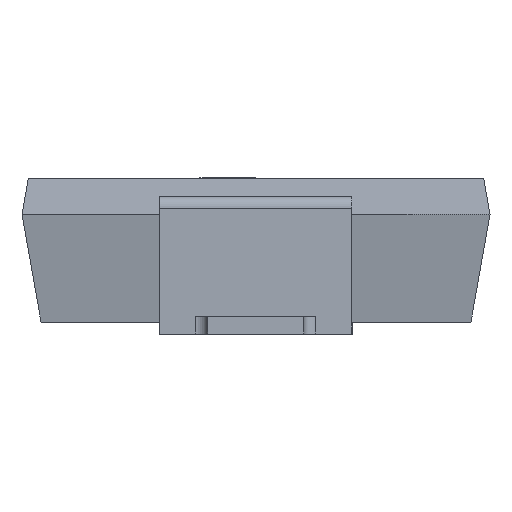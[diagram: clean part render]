
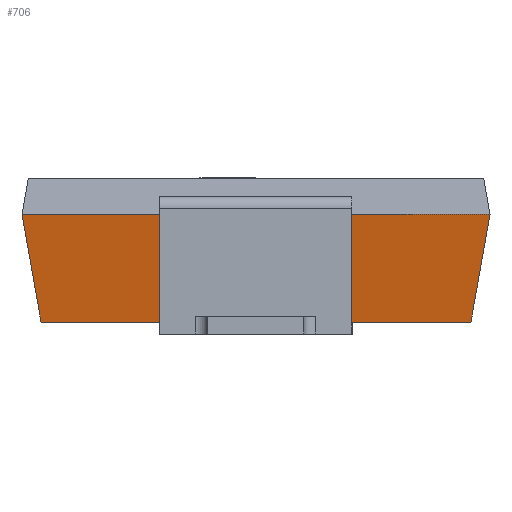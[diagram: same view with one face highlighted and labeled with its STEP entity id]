
A CAD part, left-side view. The second image highlights one B-rep face of the part: STEP entity #706.
In plain terms, the highlighted planar face has unit normal (-0.985, 0, -0.174).
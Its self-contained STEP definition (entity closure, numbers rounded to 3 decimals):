
#172 = DIRECTION ( 'NONE',  ( 0., 1., 0. ) ) ;
#233 = CARTESIAN_POINT ( 'NONE',  ( -2.2, -1.95, 0.9 ) ) ;
#706 = ADVANCED_FACE ( 'NONE', ( #10333 ), #13683, .F. ) ;
#838 = LINE ( 'NONE', #14719, #5714 ) ;
#1261 = ORIENTED_EDGE ( 'NONE', *, *, #12589, .T. ) ;
#1840 = DIRECTION ( 'NONE',  ( 0., 1., 0. ) ) ;
#1939 = EDGE_CURVE ( 'NONE', #2687, #4161, #2222, .T. ) ;
#2222 = LINE ( 'NONE', #12675, #5616 ) ;
#2310 = CARTESIAN_POINT ( 'NONE',  ( -2.2, 1.95, 0.9 ) ) ;
#2349 = CARTESIAN_POINT ( 'NONE',  ( -2.2, 1.95, 0.9 ) ) ;
#2465 = LINE ( 'NONE', #13771, #14207 ) ;
#2687 = VERTEX_POINT ( 'NONE', #10466 ) ;
#2997 = CARTESIAN_POINT ( 'NONE',  ( -2.2, 1.95, 0.9 ) ) ;
#3129 = EDGE_CURVE ( 'NONE', #10706, #4161, #3981, .T. ) ;
#3404 = ORIENTED_EDGE ( 'NONE', *, *, #1939, .F. ) ;
#3473 = CARTESIAN_POINT ( 'NONE',  ( -2.2, 1.95, 0.9 ) ) ;
#3981 = LINE ( 'NONE', #7536, #8832 ) ;
#4161 = VERTEX_POINT ( 'NONE', #2349 ) ;
#4194 = EDGE_CURVE ( 'NONE', #13412, #6267, #12888, .T. ) ;
#4637 = DIRECTION ( 'NONE',  ( 0., -1., 0. ) ) ;
#4866 = EDGE_CURVE ( 'NONE', #8922, #10706, #7584, .T. ) ;
#5447 = CARTESIAN_POINT ( 'NONE',  ( -2.2, 0.8, 0.9 ) ) ;
#5504 = EDGE_CURVE ( 'NONE', #10395, #2687, #2465, .T. ) ;
#5616 = VECTOR ( 'NONE', #5748, 1000. ) ;
#5714 = VECTOR ( 'NONE', #8666, 1000. ) ;
#5748 = DIRECTION ( 'NONE',  ( -0.171, 0.171, 0.97 ) ) ;
#5845 = CARTESIAN_POINT ( 'NONE',  ( -2.086, -1.836, 0.253 ) ) ;
#6267 = VERTEX_POINT ( 'NONE', #11191 ) ;
#6378 = DIRECTION ( 'NONE',  ( 0., 1., 0. ) ) ;
#6596 = LINE ( 'NONE', #2997, #10338 ) ;
#6976 = LINE ( 'NONE', #5845, #12350 ) ;
#7536 = CARTESIAN_POINT ( 'NONE',  ( -2.2, 1.95, 0.9 ) ) ;
#7584 = LINE ( 'NONE', #7650, #13470 ) ;
#7650 = CARTESIAN_POINT ( 'NONE',  ( -2.2, 1.95, 0.9 ) ) ;
#8114 = DIRECTION ( 'NONE',  ( 0.985, 0., 0.174 ) ) ;
#8320 = AXIS2_PLACEMENT_3D ( 'NONE', #2310, #8114, #4637 ) ;
#8615 = ORIENTED_EDGE ( 'NONE', *, *, #5504, .F. ) ;
#8666 = DIRECTION ( 'NONE',  ( 0., 1., 0. ) ) ;
#8832 = VECTOR ( 'NONE', #13335, 1000. ) ;
#8922 = VERTEX_POINT ( 'NONE', #11884 ) ;
#9116 = EDGE_CURVE ( 'NONE', #10395, #12080, #6976, .T. ) ;
#9197 = ORIENTED_EDGE ( 'NONE', *, *, #9116, .T. ) ;
#9952 = ORIENTED_EDGE ( 'NONE', *, *, #12568, .T. ) ;
#10333 = FACE_OUTER_BOUND ( 'NONE', #10923, .T. ) ;
#10338 = VECTOR ( 'NONE', #6378, 1000. ) ;
#10395 = VERTEX_POINT ( 'NONE', #12102 ) ;
#10466 = CARTESIAN_POINT ( 'NONE',  ( -2.041, 1.791, 0. ) ) ;
#10706 = VERTEX_POINT ( 'NONE', #5447 ) ;
#10923 = EDGE_LOOP ( 'NONE', ( #9197, #1261, #12545, #9952, #12320, #11905, #3404, #8615 ) ) ;
#11191 = CARTESIAN_POINT ( 'NONE',  ( -2.2, -0.352, 0.9 ) ) ;
#11884 = CARTESIAN_POINT ( 'NONE',  ( -2.2, 0.352, 0.9 ) ) ;
#11905 = ORIENTED_EDGE ( 'NONE', *, *, #3129, .T. ) ;
#12080 = VERTEX_POINT ( 'NONE', #233 ) ;
#12102 = CARTESIAN_POINT ( 'NONE',  ( -2.041, -1.791, 0. ) ) ;
#12320 = ORIENTED_EDGE ( 'NONE', *, *, #4866, .T. ) ;
#12350 = VECTOR ( 'NONE', #13990, 1000. ) ;
#12545 = ORIENTED_EDGE ( 'NONE', *, *, #4194, .T. ) ;
#12568 = EDGE_CURVE ( 'NONE', #6267, #8922, #838, .T. ) ;
#12589 = EDGE_CURVE ( 'NONE', #12080, #13412, #6596, .T. ) ;
#12675 = CARTESIAN_POINT ( 'NONE',  ( -2.2, 1.95, 0.9 ) ) ;
#12867 = CARTESIAN_POINT ( 'NONE',  ( -2.2, -0.8, 0.9 ) ) ;
#12888 = LINE ( 'NONE', #3473, #12960 ) ;
#12960 = VECTOR ( 'NONE', #14106, 1000. ) ;
#13335 = DIRECTION ( 'NONE',  ( 0., 1., 0. ) ) ;
#13412 = VERTEX_POINT ( 'NONE', #12867 ) ;
#13470 = VECTOR ( 'NONE', #1840, 1000. ) ;
#13683 = PLANE ( 'NONE',  #8320 ) ;
#13771 = CARTESIAN_POINT ( 'NONE',  ( -2.041, 0., 0. ) ) ;
#13990 = DIRECTION ( 'NONE',  ( -0.171, -0.171, 0.97 ) ) ;
#14106 = DIRECTION ( 'NONE',  ( 0., 1., 0. ) ) ;
#14207 = VECTOR ( 'NONE', #172, 1000. ) ;
#14719 = CARTESIAN_POINT ( 'NONE',  ( -2.2, 1.95, 0.9 ) ) ;
